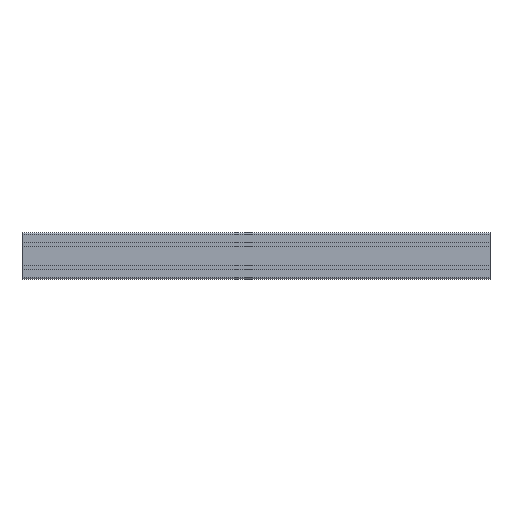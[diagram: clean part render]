
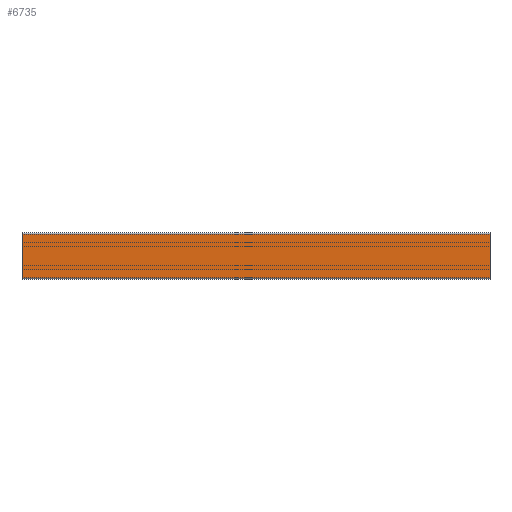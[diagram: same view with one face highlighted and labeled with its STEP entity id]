
A CAD part, top view. The second image highlights one B-rep face of the part: STEP entity #6735.
In plain terms, the highlighted planar face has unit normal (0, 0, 1).
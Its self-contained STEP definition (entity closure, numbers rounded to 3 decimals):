
#823=FACE_OUTER_BOUND('',#1157,.T.);
#1157=EDGE_LOOP('',(#5536,#5537,#5538,#5539));
#1869=LINE('',#11307,#2561);
#1870=LINE('',#11310,#2562);
#1871=LINE('',#11312,#2563);
#1872=LINE('',#11313,#2564);
#2561=VECTOR('',#9309,1.);
#2562=VECTOR('',#9312,1.);
#2563=VECTOR('',#9313,1.);
#2564=VECTOR('',#9314,1.);
#3225=VERTEX_POINT('',#11301);
#3227=VERTEX_POINT('',#11305);
#3228=VERTEX_POINT('',#11309);
#3229=VERTEX_POINT('',#11311);
#4215=EDGE_CURVE('',#3225,#3227,#1869,.T.);
#4216=EDGE_CURVE('',#3225,#3228,#1870,.T.);
#4217=EDGE_CURVE('',#3229,#3227,#1871,.T.);
#4218=EDGE_CURVE('',#3228,#3229,#1872,.T.);
#5536=ORIENTED_EDGE('',*,*,#4216,.F.);
#5537=ORIENTED_EDGE('',*,*,#4215,.T.);
#5538=ORIENTED_EDGE('',*,*,#4217,.F.);
#5539=ORIENTED_EDGE('',*,*,#4218,.F.);
#6404=PLANE('',#7369);
#6735=ADVANCED_FACE('',(#823),#6404,.T.);
#7369=AXIS2_PLACEMENT_3D('',#11308,#9310,#9311);
#9309=DIRECTION('',(1.,0.,0.));
#9310=DIRECTION('center_axis',(0.,0.,1.));
#9311=DIRECTION('ref_axis',(0.,-1.,0.));
#9312=DIRECTION('',(0.,1.,0.));
#9313=DIRECTION('',(0.,-1.,0.));
#9314=DIRECTION('',(1.,0.,0.));
#11301=CARTESIAN_POINT('',(0.,2.5,90.));
#11305=CARTESIAN_POINT('',(914.4,2.5,90.));
#11307=CARTESIAN_POINT('',(0.,2.5,90.));
#11308=CARTESIAN_POINT('Origin',(0.,87.5,90.));
#11309=CARTESIAN_POINT('',(0.,87.5,90.));
#11310=CARTESIAN_POINT('',(0.,2.5,90.));
#11311=CARTESIAN_POINT('',(914.4,87.5,90.));
#11312=CARTESIAN_POINT('',(914.4,2.5,90.));
#11313=CARTESIAN_POINT('',(0.,87.5,90.));
